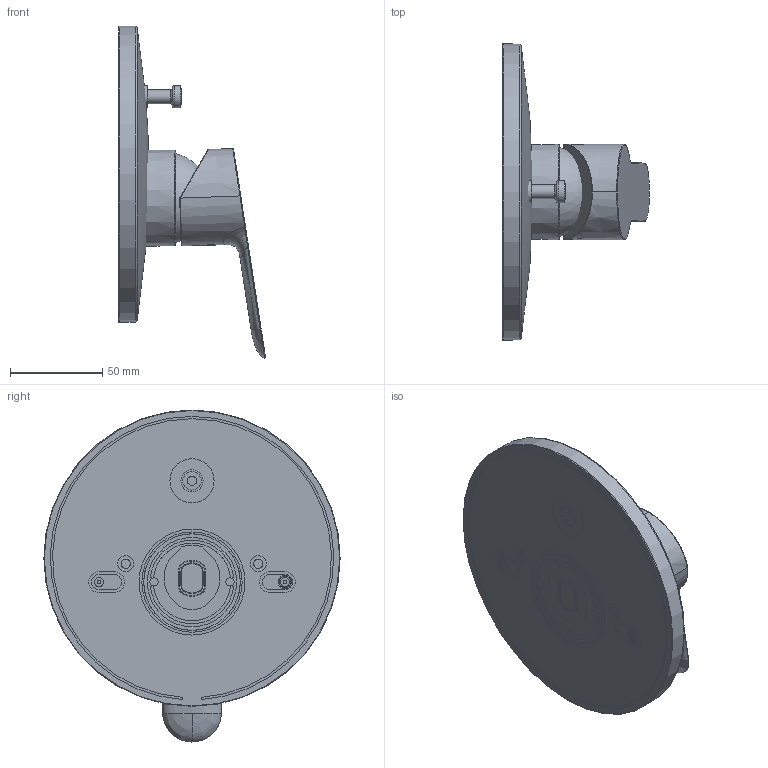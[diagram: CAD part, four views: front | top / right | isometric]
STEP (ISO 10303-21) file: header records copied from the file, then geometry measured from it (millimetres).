
FILE_DESCRIPTION(/* description */ ('Unknown'),/* implementation_level */ '2;1');
FILE_NAME(/* name */ '29079000',/* time_stamp */ '2022-09-09T05:58:39+02:00',/* author */ ('Unknown'),/* organization */ ('GROHE AG'),/* preprocessor_version */ 'ST-DEVELOPER v16.7',/* originating_system */ 'DEX',/* authorisation */ $);
FILE_SCHEMA (('AUTOMOTIVE_DESIGN {1 0 10303 214 3 1 1}'));
Length unit declared in the file: millimetre
Products named in the file (5): 29079000; 29079000_0; id79; face1
Assembly tree (4 placements, depth 2):
  29079000
    29079000
    29079000_0
    id79
    face1
Bounding box: 79.79 x 160.98 x 180.35 mm (x, y, z)
Volume: 537878.7 mm3; surface area: 127745.9 mm2
Topology: 29 solids, 34 shells, 116 faces, 300 edges, 244 vertices
Faces by surface type: plane 66, bspline 23, cylinder 10, torus 8, sphere 5, cone 4
Full cylindrical faces by diameter (mm): 6.7 x1, 7.5 x1, 10 x2, 12 x3
Entity records: 6855 total; most frequent: CARTESIAN_POINT 3657, DIRECTION 513, ORIENTED_EDGE 494, EDGE_CURVE 263, VERTEX_POINT 231, AXIS2_PLACEMENT_3D 228, EDGE_LOOP 169, FACE_BOUND 169
